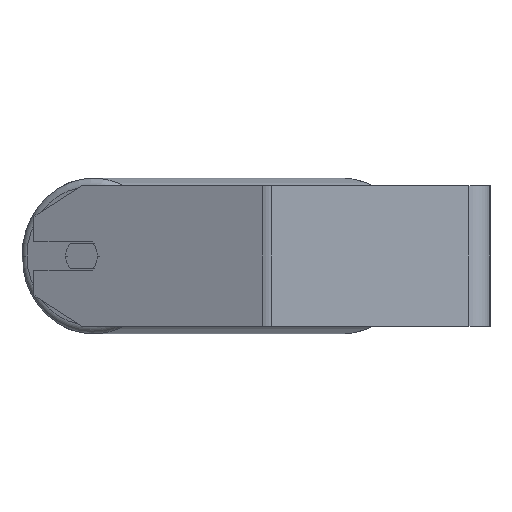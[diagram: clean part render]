
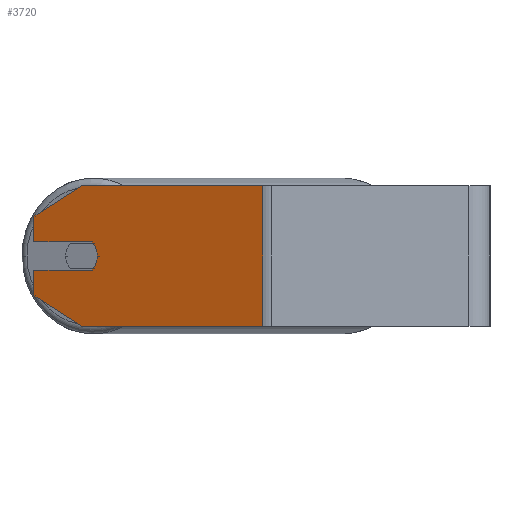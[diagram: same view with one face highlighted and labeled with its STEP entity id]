
A CAD part, left-side view. The second image highlights one B-rep face of the part: STEP entity #3720.
In plain terms, the highlighted planar face has unit normal (-0.906, 0.423, 0).
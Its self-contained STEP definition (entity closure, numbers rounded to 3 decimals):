
#18 = DIRECTION ( 'NONE',  ( 0., 0., -1. ) ) ;
#122 = DIRECTION ( 'NONE',  ( -0.366, -0.785, -0.5 ) ) ;
#378 = LINE ( 'NONE', #872, #2310 ) ;
#380 = VERTEX_POINT ( 'NONE', #5979 ) ;
#391 = AXIS2_PLACEMENT_3D ( 'NONE', #7151, #5883, #3831 ) ;
#597 = DIRECTION ( 'NONE',  ( 0.366, 0.785, -0.5 ) ) ;
#658 = VECTOR ( 'NONE', #3981, 1000. ) ;
#664 = VECTOR ( 'NONE', #1241, 1000. ) ;
#707 = ORIENTED_EDGE ( 'NONE', *, *, #1434, .T. ) ;
#747 = LINE ( 'NONE', #3005, #6086 ) ;
#806 = CARTESIAN_POINT ( 'NONE',  ( -345.616, 233.164, -40. ) ) ;
#872 = CARTESIAN_POINT ( 'NONE',  ( -332.938, 260.353, 8. ) ) ;
#1054 = CARTESIAN_POINT ( 'NONE',  ( -332.938, 260.353, -22.679 ) ) ;
#1064 = DIRECTION ( 'NONE',  ( -0.906, 0.423, 0. ) ) ;
#1131 = ORIENTED_EDGE ( 'NONE', *, *, #5650, .F. ) ;
#1152 = DIRECTION ( 'NONE',  ( 0.423, 0.906, 0. ) ) ;
#1241 = DIRECTION ( 'NONE',  ( -0.423, -0.906, 0. ) ) ;
#1304 = ORIENTED_EDGE ( 'NONE', *, *, #5266, .T. ) ;
#1356 = VERTEX_POINT ( 'NONE', #7194 ) ;
#1362 = VERTEX_POINT ( 'NONE', #1054 ) ;
#1434 = EDGE_CURVE ( 'NONE', #2969, #1619, #2307, .T. ) ;
#1619 = VERTEX_POINT ( 'NONE', #5494 ) ;
#1663 = EDGE_CURVE ( 'NONE', #1772, #1356, #4767, .T. ) ;
#1689 = DIRECTION ( 'NONE',  ( -0.423, -0.906, 0. ) ) ;
#1713 = AXIS2_PLACEMENT_3D ( 'NONE', #3864, #1064, #1689 ) ;
#1755 = VERTEX_POINT ( 'NONE', #4574 ) ;
#1772 = VERTEX_POINT ( 'NONE', #2923 ) ;
#1790 = EDGE_CURVE ( 'NONE', #7160, #1362, #2841, .T. ) ;
#1806 = CARTESIAN_POINT ( 'NONE',  ( -332.938, 260.353, -40. ) ) ;
#1829 = VECTOR ( 'NONE', #18, 1000. ) ;
#2097 = VECTOR ( 'NONE', #5960, 1000. ) ;
#2254 = CARTESIAN_POINT ( 'NONE',  ( -393.876, 129.671, 40. ) ) ;
#2307 = LINE ( 'NONE', #4553, #3337 ) ;
#2310 = VECTOR ( 'NONE', #6032, 1000. ) ;
#2313 = EDGE_CURVE ( 'NONE', #1362, #3541, #6478, .T. ) ;
#2314 = CARTESIAN_POINT ( 'NONE',  ( -332.938, 260.353, -8. ) ) ;
#2333 = PLANE ( 'NONE',  #5964 ) ;
#2821 = EDGE_LOOP ( 'NONE', ( #3776, #1131, #5397, #3034, #1304, #4947, #5357, #707, #4706, #5074, #6069 ) ) ;
#2841 = LINE ( 'NONE', #3503, #1829 ) ;
#2849 = EDGE_CURVE ( 'NONE', #380, #1772, #6891, .T. ) ;
#2923 = CARTESIAN_POINT ( 'NONE',  ( -349.843, 224.101, 0. ) ) ;
#2969 = VERTEX_POINT ( 'NONE', #3492 ) ;
#3005 = CARTESIAN_POINT ( 'NONE',  ( -332.938, 260.353, 40. ) ) ;
#3034 = ORIENTED_EDGE ( 'NONE', *, *, #2313, .T. ) ;
#3126 = EDGE_CURVE ( 'NONE', #1356, #1755, #378, .T. ) ;
#3138 = VECTOR ( 'NONE', #4507, 1000. ) ;
#3273 = LINE ( 'NONE', #5514, #2097 ) ;
#3324 = CARTESIAN_POINT ( 'NONE',  ( -393.876, 129.671, -40. ) ) ;
#3337 = VECTOR ( 'NONE', #597, 1000. ) ;
#3492 = CARTESIAN_POINT ( 'NONE',  ( -345.616, 233.164, 40. ) ) ;
#3503 = CARTESIAN_POINT ( 'NONE',  ( -332.938, 260.353, 40. ) ) ;
#3541 = VERTEX_POINT ( 'NONE', #3766 ) ;
#3720 = ADVANCED_FACE ( 'NONE', ( #6235 ), #2333, .F. ) ;
#3725 = VERTEX_POINT ( 'NONE', #2254 ) ;
#3766 = CARTESIAN_POINT ( 'NONE',  ( -345.616, 233.164, -40. ) ) ;
#3776 = ORIENTED_EDGE ( 'NONE', *, *, #2849, .F. ) ;
#3831 = DIRECTION ( 'NONE',  ( -0.423, -0.906, 0. ) ) ;
#3864 = CARTESIAN_POINT ( 'NONE',  ( -345.616, 233.164, 0. ) ) ;
#3902 = LINE ( 'NONE', #1806, #658 ) ;
#3981 = DIRECTION ( 'NONE',  ( -0.423, -0.906, 0. ) ) ;
#4363 = EDGE_CURVE ( 'NONE', #3725, #7246, #3273, .T. ) ;
#4466 = DIRECTION ( 'NONE',  ( 0.906, -0.423, 0. ) ) ;
#4507 = DIRECTION ( 'NONE',  ( 0., 0., -1. ) ) ;
#4553 = CARTESIAN_POINT ( 'NONE',  ( -332.938, 260.353, 22.679 ) ) ;
#4574 = CARTESIAN_POINT ( 'NONE',  ( -332.938, 260.353, 8. ) ) ;
#4655 = VECTOR ( 'NONE', #122, 1000. ) ;
#4706 = ORIENTED_EDGE ( 'NONE', *, *, #4882, .T. ) ;
#4736 = DIRECTION ( 'NONE',  ( -0.423, -0.906, 0. ) ) ;
#4767 = CIRCLE ( 'NONE', #391, 10. ) ;
#4882 = EDGE_CURVE ( 'NONE', #1619, #1755, #5088, .T. ) ;
#4947 = ORIENTED_EDGE ( 'NONE', *, *, #4363, .F. ) ;
#5057 = CARTESIAN_POINT ( 'NONE',  ( -332.938, 260.353, 40. ) ) ;
#5074 = ORIENTED_EDGE ( 'NONE', *, *, #3126, .F. ) ;
#5088 = LINE ( 'NONE', #5057, #3138 ) ;
#5266 = EDGE_CURVE ( 'NONE', #3541, #7246, #3902, .T. ) ;
#5357 = ORIENTED_EDGE ( 'NONE', *, *, #6099, .F. ) ;
#5396 = CARTESIAN_POINT ( 'NONE',  ( -332.938, 260.353, -8. ) ) ;
#5397 = ORIENTED_EDGE ( 'NONE', *, *, #1790, .T. ) ;
#5494 = CARTESIAN_POINT ( 'NONE',  ( -332.938, 260.353, 22.679 ) ) ;
#5514 = CARTESIAN_POINT ( 'NONE',  ( -393.876, 129.671, 40. ) ) ;
#5650 = EDGE_CURVE ( 'NONE', #7160, #380, #6762, .T. ) ;
#5883 = DIRECTION ( 'NONE',  ( -0.906, 0.423, 0. ) ) ;
#5960 = DIRECTION ( 'NONE',  ( 0., 0., -1. ) ) ;
#5964 = AXIS2_PLACEMENT_3D ( 'NONE', #6196, #4466, #1152 ) ;
#5979 = CARTESIAN_POINT ( 'NONE',  ( -348.152, 227.726, -8. ) ) ;
#6032 = DIRECTION ( 'NONE',  ( 0.423, 0.906, 0. ) ) ;
#6069 = ORIENTED_EDGE ( 'NONE', *, *, #1663, .F. ) ;
#6086 = VECTOR ( 'NONE', #4736, 1000. ) ;
#6099 = EDGE_CURVE ( 'NONE', #2969, #3725, #747, .T. ) ;
#6196 = CARTESIAN_POINT ( 'NONE',  ( -332.938, 260.353, 40. ) ) ;
#6235 = FACE_OUTER_BOUND ( 'NONE', #2821, .T. ) ;
#6478 = LINE ( 'NONE', #806, #4655 ) ;
#6762 = LINE ( 'NONE', #2314, #664 ) ;
#6891 = CIRCLE ( 'NONE', #1713, 10. ) ;
#7151 = CARTESIAN_POINT ( 'NONE',  ( -345.616, 233.164, 0. ) ) ;
#7160 = VERTEX_POINT ( 'NONE', #5396 ) ;
#7194 = CARTESIAN_POINT ( 'NONE',  ( -348.152, 227.726, 8. ) ) ;
#7246 = VERTEX_POINT ( 'NONE', #3324 ) ;
